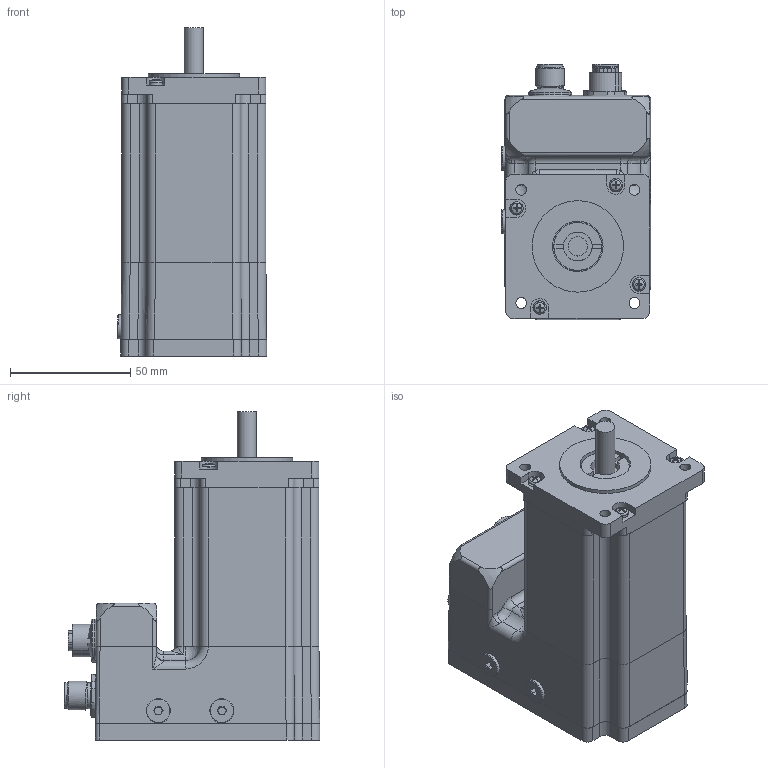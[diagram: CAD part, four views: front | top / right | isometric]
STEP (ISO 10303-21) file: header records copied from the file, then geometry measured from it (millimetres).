
FILE_DESCRIPTION(/* description */ (''),/* implementation_level */ '2;1');
FILE_NAME(/* name */ 'PD4-E601L42-E-65-4.stp',/* time_stamp */ '2021-04-13T08:21:58+02:00',/* author */ ('angelika.schneid'),/* organization */ (''),/* preprocessor_version */ 'ST-DEVELOPER v17.2',/* originating_system */ 'Autodesk Inventor 2019',/* authorisation */ '');
FILE_SCHEMA (('AUTOMOTIVE_DESIGN { 1 0 10303 214 3 1 1 }'));
Length unit declared in the file: millimetre
Products named in the file (1): PD4-E601L42-E-65-3_Shrinkwrap_1
Bounding box: 62.1 x 106.27 x 136.6 mm (x, y, z)
Volume: 345667.6 mm3; surface area: 94497.3 mm2
Topology: 20 solids, 20 shells, 1357 faces, 3725 edges, 2502 vertices
Faces by surface type: plane 618, cylinder 439, cone 154, torus 83, bspline 36, sphere 27
Full cylindrical faces by diameter (mm): 0.217 x3, 0.3 x1, 0.434 x1, 0.63 x12, 1 x5, 1.1 x17, 1.2 x12, 1.3 x9, 1.567 x2, 1.7 x4, 2.013 x2, 2.459 x8, 2.693 x4, 2.729 x4, 3 x8, 3.2 x4, 3.4 x4, 4.5 x4, 4.917 x2, 4.92 x2, 5 x2, 5.5 x4, 6 x2, 8 x2, 10 x2, 10.5 x2, 10.7 x2, 10.75 x1, 10.9 x2, 11 x1
Entity records: 47799 total; most frequent: CARTESIAN_POINT 10983, DIRECTION 7628, ORIENTED_EDGE 7374, EDGE_CURVE 3687, AXIS2_PLACEMENT_3D 2893, VERTEX_POINT 2502, LINE 1842, VECTOR 1842
